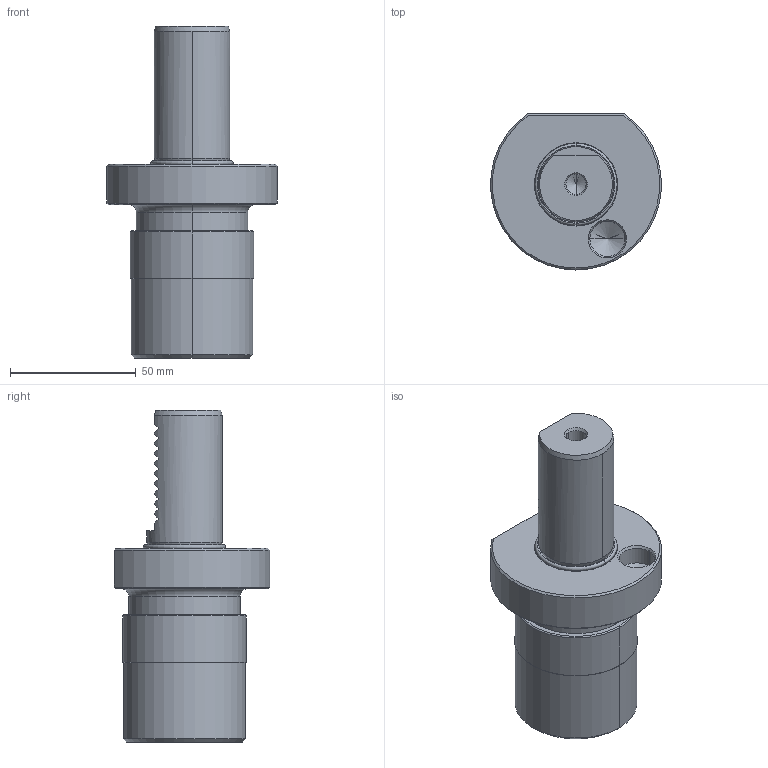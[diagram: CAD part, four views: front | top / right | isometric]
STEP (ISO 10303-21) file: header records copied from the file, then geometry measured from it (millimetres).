
FILE_DESCRIPTION((''),'2;1');
FILE_NAME('309_16_20_1','2020-11-12T',('103090'),(''),'CREO PARAMETRIC BY PTC INC, 2016260','CREO PARAMETRIC BY PTC INC, 2016260','');
FILE_SCHEMA(('CONFIG_CONTROL_DESIGN'));
Length unit declared in the file: millimetre
Products named in the file (1): 309_16_20_1
Bounding box: 67.92 x 62 x 132 mm (x, y, z)
Volume: 167110.9 mm3; surface area: 33873 mm2
Topology: 2 solids, 3 shells, 163 faces, 394 edges, 237 vertices
Faces by surface type: plane 61, cylinder 37, cone 33, torus 26, sphere 6
Entity records: 5069 total; most frequent: CARTESIAN_POINT 1339, DIRECTION 769, ORIENTED_EDGE 768, EDGE_CURVE 384, AXIS2_PLACEMENT_3D 311, VERTEX_POINT 237, EDGE_LOOP 177, FACE_OUTER_BOUND 163
